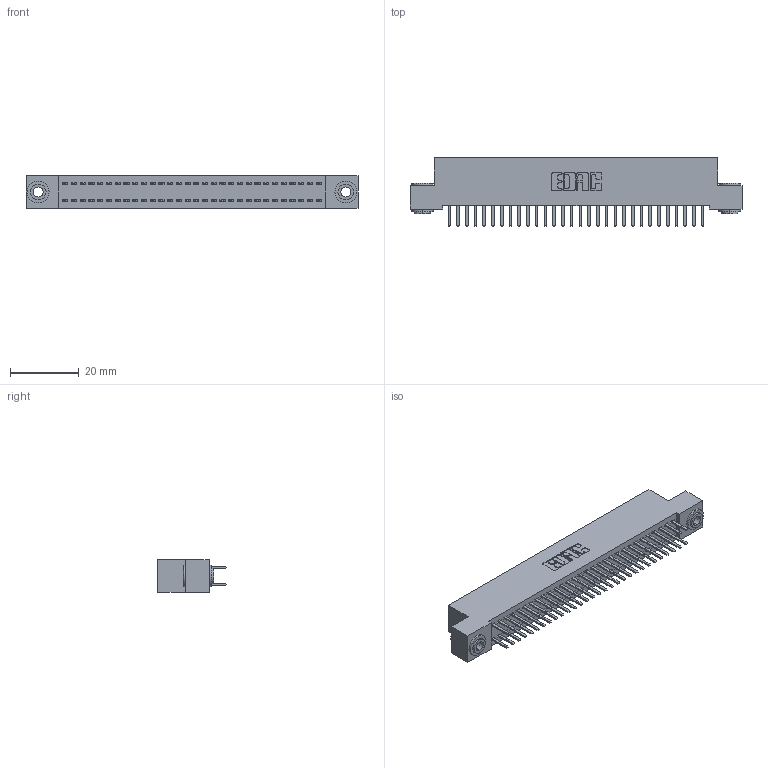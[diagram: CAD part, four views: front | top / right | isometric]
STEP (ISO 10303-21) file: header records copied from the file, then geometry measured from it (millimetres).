
FILE_DESCRIPTION (( 'STEP AP203' ), '1' );
FILE_NAME ('392-060-520-203.STEP', '2018-08-17T18:46:32', ( '' ), ( '' ), 'SwSTEP 2.0', 'SolidWorks 2016', '' );
FILE_SCHEMA (( 'CONFIG_CONTROL_DESIGN' ));
Length unit declared in the file: inch
Products named in the file (4): 392-060-520-203; 342 Part_.156 TH; 345-292-001_345-293-120; 342-250-002_345-250-002-102
Assembly tree (63 placements, depth 2):
  392-060-520-203
    342 Part_.156 TH
    345-292-001_345-293-120  x60
    342-250-002_345-250-002-102  x2
Bounding box: 96.52 x 20.02 x 9.4 mm (x, y, z)
Volume: 8611.9 mm3; surface area: 13874.3 mm2
Topology: 63 solids, 63 shells, 3508 faces, 10155 edges, 6606 vertices
Faces by surface type: plane 2356, cylinder 1144, cone 8
Entity records: 21484 total; most frequent: CARTESIAN_POINT 3561, ORIENTED_EDGE 3478, DIRECTION 3085, EDGE_CURVE 1739, LINE 1583, VECTOR 1583, VERTEX_POINT 1154, AXIS2_PLACEMENT_3D 751
